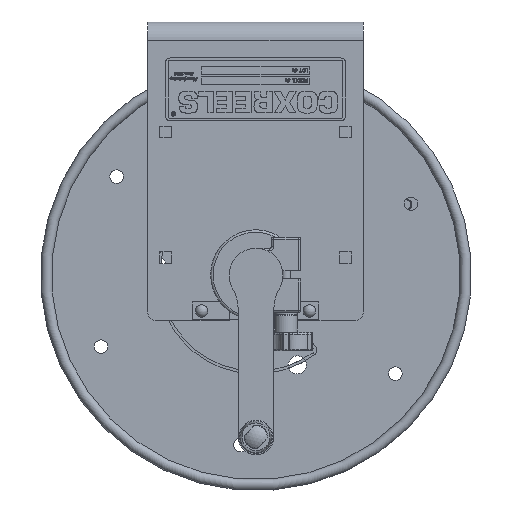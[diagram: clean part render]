
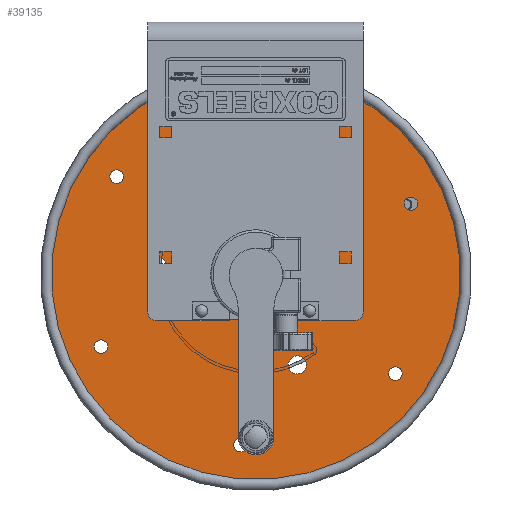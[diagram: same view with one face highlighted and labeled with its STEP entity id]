
A CAD part, left-side view. The second image highlights one B-rep face of the part: STEP entity #39135.
In plain terms, the highlighted planar face has unit normal (-1, 0, 0).
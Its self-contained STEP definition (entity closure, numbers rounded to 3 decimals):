
#2724=FACE_BOUND('',#5621,.T.);
#2725=FACE_BOUND('',#5622,.T.);
#2726=FACE_BOUND('',#5623,.T.);
#2727=FACE_BOUND('',#5624,.T.);
#2728=FACE_BOUND('',#5625,.T.);
#2729=FACE_BOUND('',#5626,.T.);
#2730=FACE_BOUND('',#5627,.T.);
#2731=FACE_BOUND('',#5628,.T.);
#2732=FACE_BOUND('',#5629,.T.);
#2733=FACE_BOUND('',#5630,.T.);
#2734=FACE_BOUND('',#5631,.T.);
#3068=CIRCLE('',#40964,0.43);
#3069=CIRCLE('',#40966,0.25);
#3070=CIRCLE('',#40968,0.25);
#3071=CIRCLE('',#40970,0.25);
#3072=CIRCLE('',#40972,0.188);
#3073=CIRCLE('',#40974,0.188);
#3074=CIRCLE('',#40976,0.188);
#3075=CIRCLE('',#40978,0.188);
#3076=CIRCLE('',#40980,0.188);
#3077=CIRCLE('',#40982,0.188);
#3078=CIRCLE('',#40984,5.845);
#3079=CIRCLE('',#40985,0.11);
#4017=FACE_OUTER_BOUND('',#5620,.T.);
#5620=EDGE_LOOP('',(#27473));
#5621=EDGE_LOOP('',(#27474));
#5622=EDGE_LOOP('',(#27475));
#5623=EDGE_LOOP('',(#27476));
#5624=EDGE_LOOP('',(#27477));
#5625=EDGE_LOOP('',(#27478));
#5626=EDGE_LOOP('',(#27479));
#5627=EDGE_LOOP('',(#27480));
#5628=EDGE_LOOP('',(#27481));
#5629=EDGE_LOOP('',(#27482));
#5630=EDGE_LOOP('',(#27483));
#5631=EDGE_LOOP('',(#27484));
#15328=VERTEX_POINT('',#51770);
#15329=VERTEX_POINT('',#51774);
#15330=VERTEX_POINT('',#51778);
#15331=VERTEX_POINT('',#51782);
#15332=VERTEX_POINT('',#51786);
#15333=VERTEX_POINT('',#51790);
#15334=VERTEX_POINT('',#51794);
#15335=VERTEX_POINT('',#51798);
#15336=VERTEX_POINT('',#51802);
#15337=VERTEX_POINT('',#51806);
#15338=VERTEX_POINT('',#51810);
#15339=VERTEX_POINT('',#51812);
#20484=EDGE_CURVE('',#15328,#15328,#3068,.T.);
#20486=EDGE_CURVE('',#15329,#15329,#3069,.T.);
#20488=EDGE_CURVE('',#15330,#15330,#3070,.T.);
#20490=EDGE_CURVE('',#15331,#15331,#3071,.T.);
#20491=EDGE_CURVE('',#15332,#15332,#3072,.T.);
#20493=EDGE_CURVE('',#15333,#15333,#3073,.T.);
#20495=EDGE_CURVE('',#15334,#15334,#3074,.T.);
#20497=EDGE_CURVE('',#15335,#15335,#3075,.T.);
#20499=EDGE_CURVE('',#15336,#15336,#3076,.T.);
#20501=EDGE_CURVE('',#15337,#15337,#3077,.T.);
#20503=EDGE_CURVE('',#15338,#15338,#3078,.T.);
#20504=EDGE_CURVE('',#15339,#15339,#3079,.T.);
#27473=ORIENTED_EDGE('',*,*,#20503,.F.);
#27474=ORIENTED_EDGE('',*,*,#20484,.T.);
#27475=ORIENTED_EDGE('',*,*,#20486,.T.);
#27476=ORIENTED_EDGE('',*,*,#20488,.T.);
#27477=ORIENTED_EDGE('',*,*,#20490,.T.);
#27478=ORIENTED_EDGE('',*,*,#20504,.T.);
#27479=ORIENTED_EDGE('',*,*,#20491,.T.);
#27480=ORIENTED_EDGE('',*,*,#20493,.T.);
#27481=ORIENTED_EDGE('',*,*,#20495,.T.);
#27482=ORIENTED_EDGE('',*,*,#20497,.T.);
#27483=ORIENTED_EDGE('',*,*,#20499,.T.);
#27484=ORIENTED_EDGE('',*,*,#20501,.T.);
#36808=PLANE('',#40983);
#39135=ADVANCED_FACE('',(#4017,#2724,#2725,#2726,#2727,#2728,#2729,#2730,
#2731,#2732,#2733,#2734),#36808,.T.);
#40964=AXIS2_PLACEMENT_3D('',#51772,#43504,#43505);
#40966=AXIS2_PLACEMENT_3D('',#51776,#43509,#43510);
#40968=AXIS2_PLACEMENT_3D('',#51780,#43514,#43515);
#40970=AXIS2_PLACEMENT_3D('',#51784,#43519,#43520);
#40972=AXIS2_PLACEMENT_3D('',#51787,#43523,#43524);
#40974=AXIS2_PLACEMENT_3D('',#51791,#43528,#43529);
#40976=AXIS2_PLACEMENT_3D('',#51795,#43533,#43534);
#40978=AXIS2_PLACEMENT_3D('',#51799,#43538,#43539);
#40980=AXIS2_PLACEMENT_3D('',#51803,#43543,#43544);
#40982=AXIS2_PLACEMENT_3D('',#51807,#43548,#43549);
#40983=AXIS2_PLACEMENT_3D('',#51809,#43551,#43552);
#40984=AXIS2_PLACEMENT_3D('',#51811,#43553,#43554);
#40985=AXIS2_PLACEMENT_3D('',#51813,#43555,#43556);
#43504=DIRECTION('center_axis',(1.,0.,0.));
#43505=DIRECTION('ref_axis',(0.,-0.816,-0.577));
#43509=DIRECTION('center_axis',(1.,0.,0.));
#43510=DIRECTION('ref_axis',(0.,0.816,0.577));
#43514=DIRECTION('center_axis',(1.,0.,0.));
#43515=DIRECTION('ref_axis',(0.,0.816,0.577));
#43519=DIRECTION('center_axis',(1.,0.,0.));
#43520=DIRECTION('ref_axis',(0.,0.816,0.577));
#43523=DIRECTION('center_axis',(1.,0.,0.));
#43524=DIRECTION('ref_axis',(0.,-0.816,-0.577));
#43528=DIRECTION('center_axis',(1.,0.,0.));
#43529=DIRECTION('ref_axis',(0.,-0.908,0.418));
#43533=DIRECTION('center_axis',(1.,0.,0.));
#43534=DIRECTION('ref_axis',(0.,-0.092,0.996));
#43538=DIRECTION('center_axis',(1.,0.,0.));
#43539=DIRECTION('ref_axis',(0.,0.816,0.577));
#43543=DIRECTION('center_axis',(1.,0.,0.));
#43544=DIRECTION('ref_axis',(0.,0.908,-0.418));
#43548=DIRECTION('center_axis',(1.,0.,0.));
#43549=DIRECTION('ref_axis',(0.,0.092,-0.996));
#43551=DIRECTION('center_axis',(-1.,0.,0.));
#43552=DIRECTION('ref_axis',(0.,-0.577,0.816));
#43553=DIRECTION('center_axis',(1.,0.,0.));
#43554=DIRECTION('ref_axis',(0.,0.816,0.577));
#43555=DIRECTION('center_axis',(1.,0.,0.));
#43556=DIRECTION('ref_axis',(0.,0.816,0.577));
#51770=CARTESIAN_POINT('',(-4.106,0.336,-6.662));
#51772=CARTESIAN_POINT('Origin',(-4.106,-0.015,-6.91));
#51774=CARTESIAN_POINT('',(-4.106,2.519,-6.802));
#51776=CARTESIAN_POINT('Origin',(-4.106,2.723,-6.658));
#51778=CARTESIAN_POINT('',(-4.106,-1.807,-4.81));
#51780=CARTESIAN_POINT('Origin',(-4.106,-1.603,-4.665));
#51782=CARTESIAN_POINT('',(-4.106,-1.37,-9.553));
#51784=CARTESIAN_POINT('Origin',(-4.106,-1.165,-9.408));
#51786=CARTESIAN_POINT('',(-4.106,-0.298,-2.072));
#51787=CARTESIAN_POINT('Origin',(-4.106,-0.451,-2.181));
#51790=CARTESIAN_POINT('',(-4.106,4.033,-4.246));
#51791=CARTESIAN_POINT('Origin',(-4.106,3.863,-4.168));
#51794=CARTESIAN_POINT('',(-4.106,4.317,-9.084));
#51795=CARTESIAN_POINT('Origin',(-4.106,4.299,-8.898));
#51798=CARTESIAN_POINT('',(-4.106,0.268,-11.749));
#51799=CARTESIAN_POINT('Origin',(-4.106,0.421,-11.64));
#51802=CARTESIAN_POINT('',(-4.105,-4.063,-9.575));
#51803=CARTESIAN_POINT('Origin',(-4.105,-3.893,-9.653));
#51806=CARTESIAN_POINT('',(-4.105,-4.347,-4.737));
#51807=CARTESIAN_POINT('Origin',(-4.105,-4.329,-4.923));
#51809=CARTESIAN_POINT('Origin',(-4.106,2.371,-5.223));
#51810=CARTESIAN_POINT('',(-4.106,4.757,-3.535));
#51811=CARTESIAN_POINT('Origin',(-4.106,-0.015,-6.91));
#51812=CARTESIAN_POINT('',(-4.105,-2.414,-3.708));
#51813=CARTESIAN_POINT('Origin',(-4.106,-2.325,-3.645));
